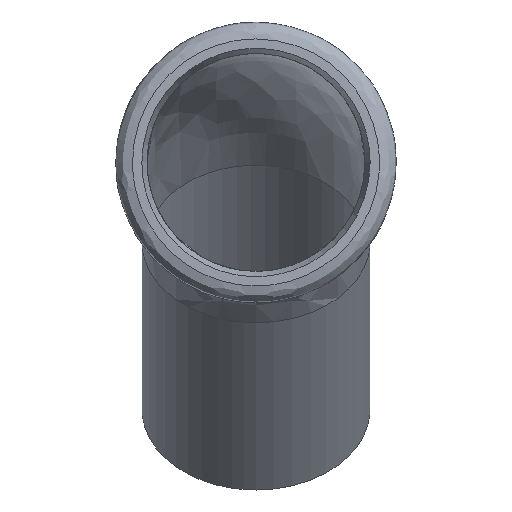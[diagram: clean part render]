
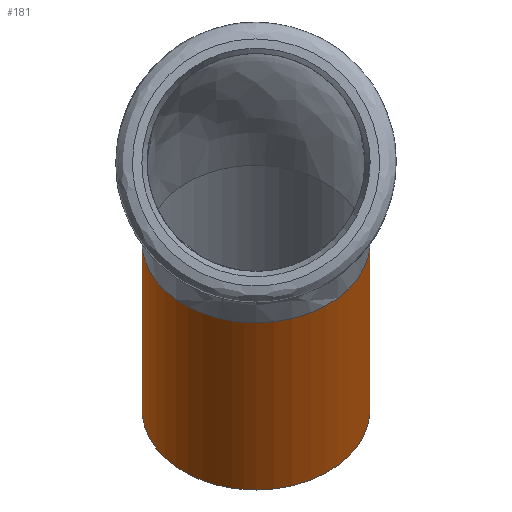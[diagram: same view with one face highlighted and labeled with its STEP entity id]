
A CAD part, left-side view. The second image highlights one B-rep face of the part: STEP entity #181.
In plain terms, the highlighted free-form (B-spline) face has degree [1, 2] with [2, 9] control points.
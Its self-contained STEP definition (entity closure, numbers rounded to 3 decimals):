
#181 = ADVANCED_FACE('',(#182),#218,.T.);
#182 = FACE_BOUND('',#183,.T.);
#183 = EDGE_LOOP('',(#184,#198,#205,#217));
#184 = ORIENTED_EDGE('',*,*,#185,.T.);
#185 = EDGE_CURVE('',#186,#186,#188,.T.);
#186 = VERTEX_POINT('',#187);
#187 = CARTESIAN_POINT('',(178.771,0.,
    -127.562));
#188 = ( BOUNDED_CURVE() B_SPLINE_CURVE(2,(#189,#190,#191,#192,#193,#194
,#195,#196,#197),.UNSPECIFIED.,.T.,.F.) B_SPLINE_CURVE_WITH_KNOTS((3,2,2
    ,2,3),(-3.142,-1.571,0.,1.571,
3.142),.UNSPECIFIED.) CURVE() GEOMETRIC_REPRESENTATION_ITEM() 
RATIONAL_B_SPLINE_CURVE((1.,0.707,1.,0.707,1.,
0.707,1.,0.707,1.)) REPRESENTATION_ITEM('') );
#189 = CARTESIAN_POINT('',(178.771,0.,
    -127.562));
#190 = CARTESIAN_POINT('',(178.771,-44.4,-127.562));
#191 = CARTESIAN_POINT('',(210.167,-44.4,-96.167));
#192 = CARTESIAN_POINT('',(241.562,-44.4,-64.771));
#193 = CARTESIAN_POINT('',(241.562,0.,-64.771));
#194 = CARTESIAN_POINT('',(241.562,44.4,-64.771));
#195 = CARTESIAN_POINT('',(210.167,44.4,-96.167));
#196 = CARTESIAN_POINT('',(178.771,44.4,-127.562));
#197 = CARTESIAN_POINT('',(178.771,0.,
    -127.562));
#198 = ORIENTED_EDGE('',*,*,#199,.T.);
#199 = EDGE_CURVE('',#186,#200,#202,.T.);
#200 = VERTEX_POINT('',#201);
#201 = CARTESIAN_POINT('',(113.651,0.,
    -62.442));
#202 = B_SPLINE_CURVE_WITH_KNOTS('',1,(#203,#204),.UNSPECIFIED.,.F.,.F.,
  (2,2),(-2.074,0.),.PIECEWISE_BEZIER_KNOTS.);
#203 = CARTESIAN_POINT('',(178.771,0.,-127.562));
#204 = CARTESIAN_POINT('',(113.651,0.,-62.442));
#205 = ORIENTED_EDGE('',*,*,#206,.F.);
#206 = EDGE_CURVE('',#200,#200,#207,.T.);
#207 = ( BOUNDED_CURVE() B_SPLINE_CURVE(2,(#208,#209,#210,#211,#212,#213
,#214,#215,#216),.UNSPECIFIED.,.T.,.F.) B_SPLINE_CURVE_WITH_KNOTS((3,2,2
    ,2,3),(-3.142,-1.571,0.,1.571,
3.142),.UNSPECIFIED.) CURVE() GEOMETRIC_REPRESENTATION_ITEM() 
RATIONAL_B_SPLINE_CURVE((1.,0.707,1.,0.707,1.,
0.707,1.,0.707,1.)) REPRESENTATION_ITEM('') );
#208 = CARTESIAN_POINT('',(113.651,0.,
    -62.442));
#209 = CARTESIAN_POINT('',(113.651,-44.4,-62.442));
#210 = CARTESIAN_POINT('',(145.047,-44.4,-31.047));
#211 = CARTESIAN_POINT('',(176.442,-44.4,0.349));
#212 = CARTESIAN_POINT('',(176.442,0.,0.349));
#213 = CARTESIAN_POINT('',(176.442,44.4,0.349));
#214 = CARTESIAN_POINT('',(145.047,44.4,-31.047));
#215 = CARTESIAN_POINT('',(113.651,44.4,-62.442));
#216 = CARTESIAN_POINT('',(113.651,0.,
    -62.442));
#217 = ORIENTED_EDGE('',*,*,#199,.F.);
#218 = ( BOUNDED_SURFACE() B_SPLINE_SURFACE(1,2,(
    (#219,#220,#221,#222,#223,#224,#225,#226,#227)
    ,(#228,#229,#230,#231,#232,#233,#234,#235,#236
)),.UNSPECIFIED.,.F.,.T.,.F.) B_SPLINE_SURFACE_WITH_KNOTS((2,2),(1,2,2,2
    ,2,2,1),(0.,2.074),(-4.712,
    -3.142,-1.571,0.,1.571,3.142,
4.712),.UNSPECIFIED.) GEOMETRIC_REPRESENTATION_ITEM() 
RATIONAL_B_SPLINE_SURFACE((
    (1.,0.707,1.,0.707,1.,0.707,1.
      ,0.707,1.)
    ,(1.,0.707,1.,0.707,1.,0.707,1.
,0.707,1.))) REPRESENTATION_ITEM('') SURFACE() );
#219 = CARTESIAN_POINT('',(178.771,0.,-127.562));
#220 = CARTESIAN_POINT('',(178.771,44.4,-127.562));
#221 = CARTESIAN_POINT('',(210.167,44.4,-96.167));
#222 = CARTESIAN_POINT('',(241.562,44.4,-64.771));
#223 = CARTESIAN_POINT('',(241.562,0.,-64.771));
#224 = CARTESIAN_POINT('',(241.562,-44.4,-64.771));
#225 = CARTESIAN_POINT('',(210.167,-44.4,-96.167));
#226 = CARTESIAN_POINT('',(178.771,-44.4,-127.562));
#227 = CARTESIAN_POINT('',(178.771,0.,-127.562));
#228 = CARTESIAN_POINT('',(113.651,0.,-62.442));
#229 = CARTESIAN_POINT('',(113.651,44.4,-62.442));
#230 = CARTESIAN_POINT('',(145.047,44.4,-31.047));
#231 = CARTESIAN_POINT('',(176.442,44.4,0.349));
#232 = CARTESIAN_POINT('',(176.442,0.,0.349));
#233 = CARTESIAN_POINT('',(176.442,-44.4,0.349));
#234 = CARTESIAN_POINT('',(145.047,-44.4,-31.047));
#235 = CARTESIAN_POINT('',(113.651,-44.4,-62.442));
#236 = CARTESIAN_POINT('',(113.651,0.,-62.442));
